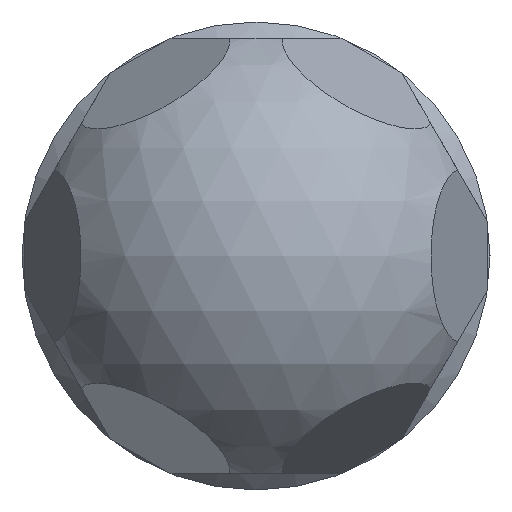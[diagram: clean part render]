
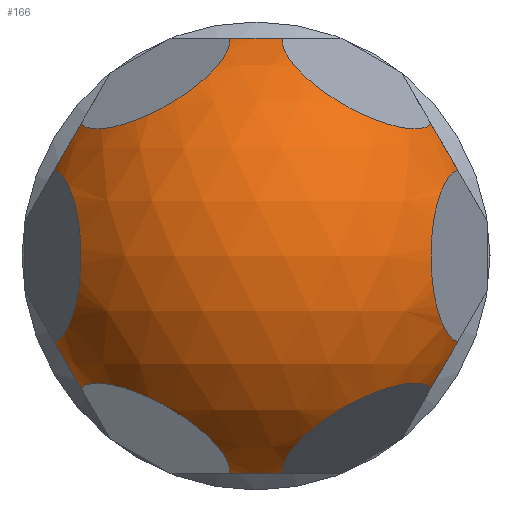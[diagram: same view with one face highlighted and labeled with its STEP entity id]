
A CAD part, front view. The second image highlights one B-rep face of the part: STEP entity #166.
In plain terms, the highlighted spherical face has radius 15 mm.
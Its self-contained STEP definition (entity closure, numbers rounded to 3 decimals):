
#166 = ADVANCED_FACE ( 'NONE', ( #6608 ), #4834, .T. ) ;
#390 = CIRCLE ( 'NONE', #4371, 5.513 ) ;
#431 = CARTESIAN_POINT ( 'NONE',  ( 12.081, 57., -6.975 ) ) ;
#720 = DIRECTION ( 'NONE',  ( -0.47, -0.342, -0.814 ) ) ;
#783 = VERTEX_POINT ( 'NONE', #2110 ) ;
#803 = CARTESIAN_POINT ( 'NONE',  ( 6.554, 61.771, 11.352 ) ) ;
#917 = CARTESIAN_POINT ( 'NONE',  ( 0., 57., 0. ) ) ;
#1169 = CIRCLE ( 'NONE', #4661, 5.513 ) ;
#1393 = EDGE_CURVE ( 'NONE', #9751, #10270, #1860, .T. ) ;
#1556 = EDGE_CURVE ( 'NONE', #12498, #3024, #1845, .T. ) ;
#1768 = ORIENTED_EDGE ( 'NONE', *, *, #7108, .T. ) ;
#1814 = CARTESIAN_POINT ( 'NONE',  ( 13.109, 61.771, 0. ) ) ;
#1845 = CIRCLE ( 'NONE', #8219, 5.513 ) ;
#1860 = CIRCLE ( 'NONE', #11963, 5.513 ) ;
#2083 = EDGE_CURVE ( 'NONE', #9684, #10657, #10487, .T. ) ;
#2110 = CARTESIAN_POINT ( 'NONE',  ( -1.714, 62.24, 13.95 ) ) ;
#2345 = CARTESIAN_POINT ( 'NONE',  ( 11.224, 62.24, 8.459 ) ) ;
#2416 = CARTESIAN_POINT ( 'NONE',  ( -12.081, 57., -6.975 ) ) ;
#2504 = DIRECTION ( 'NONE',  ( -0.866, 0., -0.5 ) ) ;
#2651 = EDGE_LOOP ( 'NONE', ( #9907, #1768, #8550, #6107, #10135, #5492, #10708, #4681, #7321, #3636, #10934, #10664 ) ) ;
#2723 = AXIS2_PLACEMENT_3D ( 'NONE', #917, #12522, #12381 ) ;
#2949 = CARTESIAN_POINT ( 'NONE',  ( -11.224, 62.24, 8.459 ) ) ;
#3024 = VERTEX_POINT ( 'NONE', #10783 ) ;
#3222 = AXIS2_PLACEMENT_3D ( 'NONE', #803, #720, #5986 ) ;
#3229 = CARTESIAN_POINT ( 'NONE',  ( -1.714, 62.24, -13.95 ) ) ;
#3281 = CIRCLE ( 'NONE', #6728, 5.513 ) ;
#3384 = DIRECTION ( 'NONE',  ( -1., 0., 0. ) ) ;
#3427 = DIRECTION ( 'NONE',  ( 0.94, -0.342, 0. ) ) ;
#3518 = CIRCLE ( 'NONE', #3222, 5.513 ) ;
#3588 = EDGE_CURVE ( 'NONE', #12033, #783, #6404, .T. ) ;
#3636 = ORIENTED_EDGE ( 'NONE', *, *, #3588, .T. ) ;
#3713 = VERTEX_POINT ( 'NONE', #9284 ) ;
#4089 = AXIS2_PLACEMENT_3D ( 'NONE', #8851, #10918, #4699 ) ;
#4091 = CARTESIAN_POINT ( 'NONE',  ( 1.714, 62.24, -13.95 ) ) ;
#4371 = AXIS2_PLACEMENT_3D ( 'NONE', #10110, #6102, #10070 ) ;
#4485 = DIRECTION ( 'NONE',  ( 0., 0., 1. ) ) ;
#4608 = DIRECTION ( 'NONE',  ( 0.47, -0.342, 0.814 ) ) ;
#4642 = DIRECTION ( 'NONE',  ( -0.866, 0., 0.5 ) ) ;
#4661 = AXIS2_PLACEMENT_3D ( 'NONE', #11926, #4608, #10751 ) ;
#4681 = ORIENTED_EDGE ( 'NONE', *, *, #12953, .T. ) ;
#4699 = DIRECTION ( 'NONE',  ( 0.866, 0., 0.5 ) ) ;
#4764 = DIRECTION ( 'NONE',  ( -0.866, 0., -0.5 ) ) ;
#4834 = SPHERICAL_SURFACE ( 'NONE', #2723, 15. ) ;
#5004 = CARTESIAN_POINT ( 'NONE',  ( 11.224, 62.24, -8.459 ) ) ;
#5021 = CIRCLE ( 'NONE', #5333, 5.513 ) ;
#5244 = EDGE_CURVE ( 'NONE', #12033, #10476, #3281, .T. ) ;
#5297 = CARTESIAN_POINT ( 'NONE',  ( -12.938, 62.24, 5.491 ) ) ;
#5333 = AXIS2_PLACEMENT_3D ( 'NONE', #5759, #6817, #4764 ) ;
#5492 = ORIENTED_EDGE ( 'NONE', *, *, #8205, .T. ) ;
#5587 = DIRECTION ( 'NONE',  ( -0.5, 0., -0.866 ) ) ;
#5759 = CARTESIAN_POINT ( 'NONE',  ( 6.554, 61.771, -11.352 ) ) ;
#5965 = EDGE_CURVE ( 'NONE', #10303, #12375, #3518, .T. ) ;
#5986 = DIRECTION ( 'NONE',  ( 0.866, 0., -0.5 ) ) ;
#6102 = DIRECTION ( 'NONE',  ( 0.866, 0., 0.5 ) ) ;
#6107 = ORIENTED_EDGE ( 'NONE', *, *, #13357, .T. ) ;
#6318 = EDGE_CURVE ( 'NONE', #3713, #12375, #390, .T. ) ;
#6399 = CARTESIAN_POINT ( 'NONE',  ( 1.714, 62.24, 13.95 ) ) ;
#6404 = CIRCLE ( 'NONE', #4089, 5.513 ) ;
#6608 = FACE_OUTER_BOUND ( 'NONE', #2651, .T. ) ;
#6650 = DIRECTION ( 'NONE',  ( 0.5, 0., -0.866 ) ) ;
#6667 = AXIS2_PLACEMENT_3D ( 'NONE', #7740, #4485, #3384 ) ;
#6728 = AXIS2_PLACEMENT_3D ( 'NONE', #13024, #4642, #5587 ) ;
#6817 = DIRECTION ( 'NONE',  ( -0.47, -0.342, 0.814 ) ) ;
#7108 = EDGE_CURVE ( 'NONE', #3713, #3024, #11473, .T. ) ;
#7321 = ORIENTED_EDGE ( 'NONE', *, *, #5244, .F. ) ;
#7494 = CARTESIAN_POINT ( 'NONE',  ( 0., 57., -13.95 ) ) ;
#7740 = CARTESIAN_POINT ( 'NONE',  ( 0., 57., 13.95 ) ) ;
#7980 = CIRCLE ( 'NONE', #11349, 5.513 ) ;
#7991 = AXIS2_PLACEMENT_3D ( 'NONE', #2416, #2504, #6650 ) ;
#8205 = EDGE_CURVE ( 'NONE', #9751, #10657, #1169, .T. ) ;
#8219 = AXIS2_PLACEMENT_3D ( 'NONE', #431, #10707, #9753 ) ;
#8223 = AXIS2_PLACEMENT_3D ( 'NONE', #1814, #10155, #13261 ) ;
#8305 = CARTESIAN_POINT ( 'NONE',  ( -12.938, 62.24, -5.491 ) ) ;
#8550 = ORIENTED_EDGE ( 'NONE', *, *, #1556, .F. ) ;
#8851 = CARTESIAN_POINT ( 'NONE',  ( -6.554, 61.771, 11.352 ) ) ;
#9284 = CARTESIAN_POINT ( 'NONE',  ( 12.938, 62.24, 5.491 ) ) ;
#9377 = EDGE_CURVE ( 'NONE', #10303, #783, #9817, .T. ) ;
#9527 = DIRECTION ( 'NONE',  ( 1., 0., 0. ) ) ;
#9684 = VERTEX_POINT ( 'NONE', #8305 ) ;
#9751 = VERTEX_POINT ( 'NONE', #3229 ) ;
#9753 = DIRECTION ( 'NONE',  ( 0.5, 0., 0.866 ) ) ;
#9760 = DIRECTION ( 'NONE',  ( -0.342, -0.94, 0. ) ) ;
#9817 = CIRCLE ( 'NONE', #6667, 5.513 ) ;
#9907 = ORIENTED_EDGE ( 'NONE', *, *, #6318, .F. ) ;
#10070 = DIRECTION ( 'NONE',  ( -0.5, 0., 0.866 ) ) ;
#10110 = CARTESIAN_POINT ( 'NONE',  ( 12.081, 57., 6.975 ) ) ;
#10135 = ORIENTED_EDGE ( 'NONE', *, *, #1393, .F. ) ;
#10155 = DIRECTION ( 'NONE',  ( -0.94, -0.342, 0. ) ) ;
#10270 = VERTEX_POINT ( 'NONE', #4091 ) ;
#10303 = VERTEX_POINT ( 'NONE', #6399 ) ;
#10476 = VERTEX_POINT ( 'NONE', #5297 ) ;
#10487 = CIRCLE ( 'NONE', #7991, 5.513 ) ;
#10657 = VERTEX_POINT ( 'NONE', #12080 ) ;
#10664 = ORIENTED_EDGE ( 'NONE', *, *, #5965, .T. ) ;
#10707 = DIRECTION ( 'NONE',  ( 0.866, 0., -0.5 ) ) ;
#10708 = ORIENTED_EDGE ( 'NONE', *, *, #2083, .F. ) ;
#10751 = DIRECTION ( 'NONE',  ( -0.866, 0., 0.5 ) ) ;
#10762 = CARTESIAN_POINT ( 'NONE',  ( -13.109, 61.771, 0. ) ) ;
#10783 = CARTESIAN_POINT ( 'NONE',  ( 12.938, 62.24, -5.491 ) ) ;
#10918 = DIRECTION ( 'NONE',  ( 0.47, -0.342, -0.814 ) ) ;
#10934 = ORIENTED_EDGE ( 'NONE', *, *, #9377, .F. ) ;
#11349 = AXIS2_PLACEMENT_3D ( 'NONE', #10762, #3427, #9760 ) ;
#11473 = CIRCLE ( 'NONE', #8223, 5.513 ) ;
#11655 = DIRECTION ( 'NONE',  ( 0., 0., -1. ) ) ;
#11926 = CARTESIAN_POINT ( 'NONE',  ( -6.554, 61.771, -11.352 ) ) ;
#11963 = AXIS2_PLACEMENT_3D ( 'NONE', #7494, #11655, #9527 ) ;
#12033 = VERTEX_POINT ( 'NONE', #2949 ) ;
#12080 = CARTESIAN_POINT ( 'NONE',  ( -11.224, 62.24, -8.459 ) ) ;
#12375 = VERTEX_POINT ( 'NONE', #2345 ) ;
#12381 = DIRECTION ( 'NONE',  ( 1., 0., 0. ) ) ;
#12498 = VERTEX_POINT ( 'NONE', #5004 ) ;
#12522 = DIRECTION ( 'NONE',  ( 0., 0., 1. ) ) ;
#12953 = EDGE_CURVE ( 'NONE', #9684, #10476, #7980, .T. ) ;
#13024 = CARTESIAN_POINT ( 'NONE',  ( -12.081, 57., 6.975 ) ) ;
#13261 = DIRECTION ( 'NONE',  ( -0.342, 0.94, 0. ) ) ;
#13357 = EDGE_CURVE ( 'NONE', #12498, #10270, #5021, .T. ) ;
